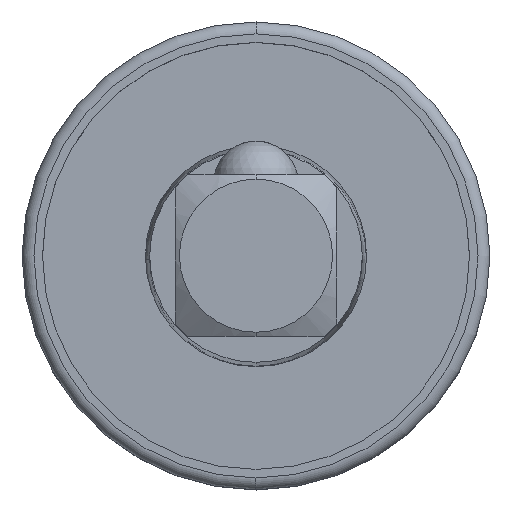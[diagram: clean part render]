
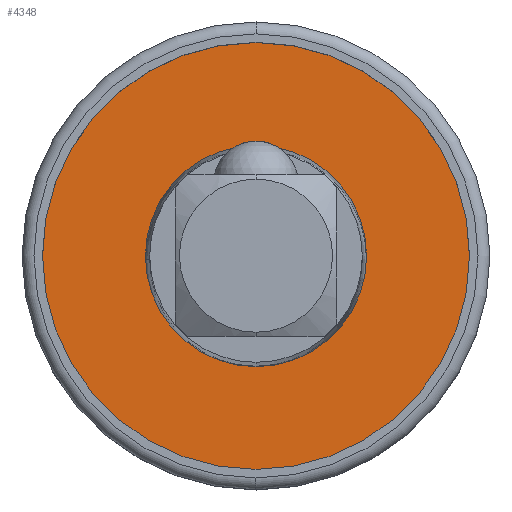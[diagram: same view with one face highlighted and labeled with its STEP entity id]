
A CAD part, top view. The second image highlights one B-rep face of the part: STEP entity #4348.
In plain terms, the highlighted planar face has unit normal (0, 0, 1).
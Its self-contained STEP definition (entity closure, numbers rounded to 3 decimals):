
#3751=CARTESIAN_POINT('',(0.,0.,138.5));
#3752=DIRECTION('',(0.,0.,1.));
#3753=DIRECTION('',(0.,1.,0.));
#3754=AXIS2_PLACEMENT_3D('',#3751,#3752,#3753);
#3759=CARTESIAN_POINT('',(0.,0.,138.5));
#3760=DIRECTION('',(0.,0.,-1.));
#3761=DIRECTION('',(0.,1.,0.));
#3762=AXIS2_PLACEMENT_3D('',#3759,#3760,#3761);
#3767=CARTESIAN_POINT('',(0.,0.,138.5));
#3768=DIRECTION('',(0.,0.,1.));
#3769=DIRECTION('',(-1.,0.,0.));
#3770=AXIS2_PLACEMENT_3D('',#3767,#3768,#3769);
#3775=CARTESIAN_POINT('',(0.,0.,138.5));
#3776=DIRECTION('',(0.,0.,1.));
#3777=DIRECTION('',(1.,0.,0.));
#3778=AXIS2_PLACEMENT_3D('',#3775,#3776,#3777);
#3849=CARTESIAN_POINT('',(-6.5,0.,138.5));
#3850=CARTESIAN_POINT('',(6.5,0.,138.5));
#3851=VERTEX_POINT('',#3849);
#3852=VERTEX_POINT('',#3850);
#3888=CARTESIAN_POINT('',(0.,12.55,138.5));
#3890=VERTEX_POINT('',#3888);
#3892=CARTESIAN_POINT('',(0.,-12.55,138.5));
#3894=VERTEX_POINT('',#3892);
#4333=CARTESIAN_POINT('',(0.,0.,138.5));
#4334=DIRECTION('',(0.,0.,1.));
#4335=DIRECTION('',(1.,0.,0.));
#4336=AXIS2_PLACEMENT_3D('',#4333,#4334,#4335);
#4337=PLANE('',#4336);
#4338=ORIENTED_EDGE('',*,*,#4326,.F.);
#4339=ORIENTED_EDGE('',*,*,#4315,.T.);
#4340=EDGE_LOOP('',(#4338,#4339));
#4341=FACE_OUTER_BOUND('',#4340,.F.);
#4343=ORIENTED_EDGE('',*,*,#4342,.T.);
#4345=ORIENTED_EDGE('',*,*,#4344,.T.);
#4346=EDGE_LOOP('',(#4343,#4345));
#4347=FACE_BOUND('',#4346,.F.);
#4348=ADVANCED_FACE('',(#4341,#4347),#4337,.T.);
#3755=CIRCLE('',#3754,12.55);
#3763=CIRCLE('',#3762,12.55);
#3771=CIRCLE('',#3770,6.5);
#3779=CIRCLE('',#3778,6.5);
#4315=EDGE_CURVE('',#3890,#3894,#3763,.T.);
#4326=EDGE_CURVE('',#3890,#3894,#3755,.T.);
#4342=EDGE_CURVE('',#3851,#3852,#3771,.T.);
#4344=EDGE_CURVE('',#3852,#3851,#3779,.T.);
